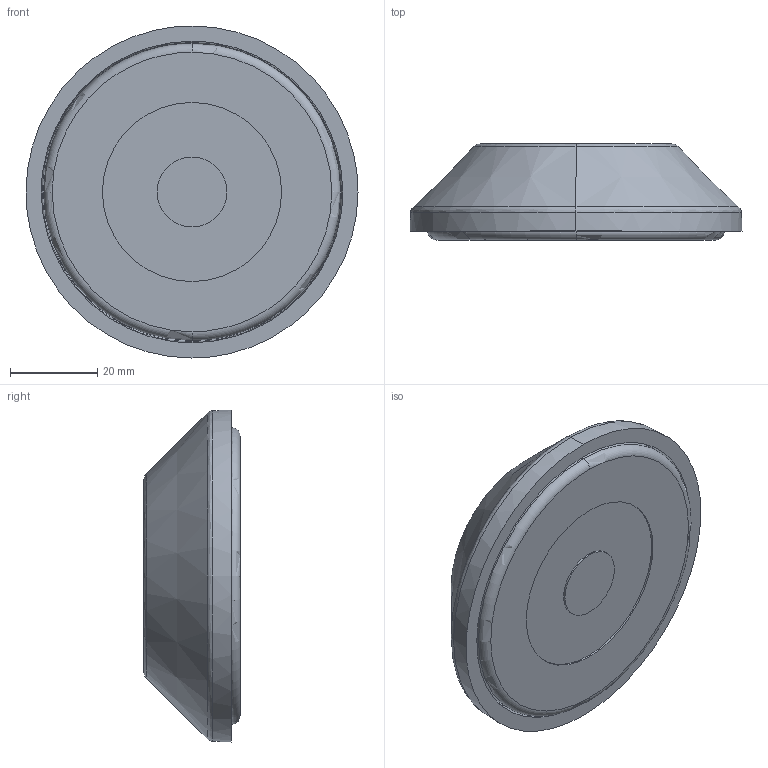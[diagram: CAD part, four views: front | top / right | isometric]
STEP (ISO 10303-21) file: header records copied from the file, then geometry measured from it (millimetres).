
FILE_DESCRIPTION (( 'STEP AP214' ), '1' );
FILE_NAME ('098ai080zsg.STEP', '2014-09-09T13:51:24', ( '' ), ( '' ), 'SwSTEP 2.0', 'SolidWorks 2014', '' );
FILE_SCHEMA (( 'AUTOMOTIVE_DESIGN' ));
Length unit declared in the file: inch
Products named in the file (1): 098ai080zsg
Bounding box: 76 x 22 x 76 mm (x, y, z)
Volume: 53245.8 mm3; surface area: 29433.9 mm2
Topology: 2 solids, 2 shells, 954 faces, 2249 edges, 1253 vertices
Faces by surface type: bspline 680, cone 93, cylinder 92, plane 83, torus 6
Entity records: 55228 total; most frequent: CARTESIAN_POINT 26598, ORIENTED_EDGE 4390, EDGE_CURVE 2195, DIRECTION 2024, VERTEX_POINT 1253, B_SPLINE_CURVE_WITH_KNOTS 1232, EDGE_LOOP 964, DIMENSIONAL_EXPONENTS 958
